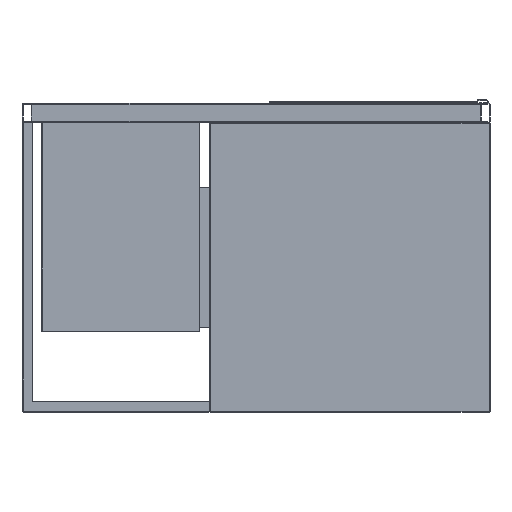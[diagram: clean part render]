
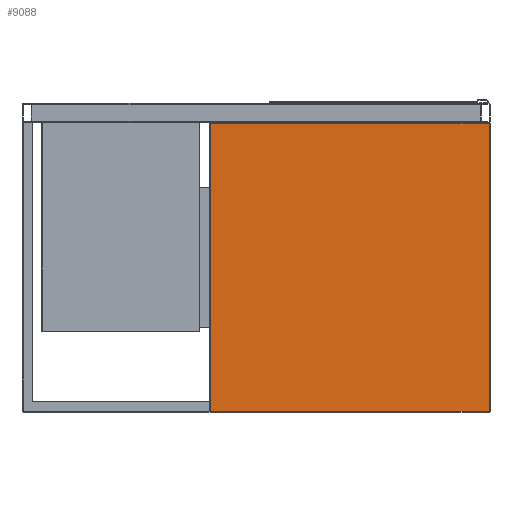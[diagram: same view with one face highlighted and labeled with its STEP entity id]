
A CAD part, front view. The second image highlights one B-rep face of the part: STEP entity #9088.
In plain terms, the highlighted planar face has unit normal (0, -1, 0).
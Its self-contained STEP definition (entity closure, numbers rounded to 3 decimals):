
#335 = VERTEX_POINT ( 'NONE', #18487 ) ;
#556 = EDGE_CURVE ( 'NONE', #29675, #31568, #25333, .T. ) ;
#764 = CARTESIAN_POINT ( 'NONE',  ( 298., -355., -660. ) ) ;
#766 = CARTESIAN_POINT ( 'NONE',  ( 298., -355., -658. ) ) ;
#2136 = AXIS2_PLACEMENT_3D ( 'NONE', #19798, #25190, #22723 ) ;
#3682 = VECTOR ( 'NONE', #5519, 1000. ) ;
#5074 = VECTOR ( 'NONE', #23054, 1000. ) ;
#5519 = DIRECTION ( 'NONE',  ( 0., 0., 1. ) ) ;
#6764 = ORIENTED_EDGE ( 'NONE', *, *, #556, .T. ) ;
#7084 = PLANE ( 'NONE',  #2136 ) ;
#8666 = CARTESIAN_POINT ( 'NONE',  ( -298., -355., -660. ) ) ;
#8919 = CARTESIAN_POINT ( 'NONE',  ( -300., -355., -42. ) ) ;
#9005 = ORIENTED_EDGE ( 'NONE', *, *, #22487, .T. ) ;
#9075 = LINE ( 'NONE', #8919, #31412 ) ;
#9088 = ADVANCED_FACE ( 'Fl�che8', ( #15006 ), #7084, .T. ) ;
#10903 = VERTEX_POINT ( 'NONE', #30461 ) ;
#14038 = EDGE_CURVE ( 'NONE', #335, #29675, #23652, .T. ) ;
#15006 = FACE_OUTER_BOUND ( 'NONE', #24809, .T. ) ;
#16409 = ORIENTED_EDGE ( 'NONE', *, *, #14038, .T. ) ;
#17640 = DIRECTION ( 'NONE',  ( 1., 0., 0. ) ) ;
#18481 = VECTOR ( 'NONE', #17640, 1000. ) ;
#18487 = CARTESIAN_POINT ( 'NONE',  ( -298., -355., -42. ) ) ;
#18606 = EDGE_CURVE ( 'NONE', #31568, #10903, #20361, .T. ) ;
#19798 = CARTESIAN_POINT ( 'NONE',  ( -300., -355., -660. ) ) ;
#19942 = CARTESIAN_POINT ( 'NONE',  ( -300., -355., -658. ) ) ;
#20361 = LINE ( 'NONE', #764, #3682 ) ;
#21458 = DIRECTION ( 'NONE',  ( -1., 0., 0. ) ) ;
#22487 = EDGE_CURVE ( 'NONE', #10903, #335, #9075, .T. ) ;
#22723 = DIRECTION ( 'NONE',  ( 0., 0., -1. ) ) ;
#23054 = DIRECTION ( 'NONE',  ( 0., 0., -1. ) ) ;
#23652 = LINE ( 'NONE', #8666, #5074 ) ;
#24809 = EDGE_LOOP ( 'NONE', ( #9005, #16409, #6764, #30241 ) ) ;
#25190 = DIRECTION ( 'NONE',  ( 0., -1., 0. ) ) ;
#25333 = LINE ( 'NONE', #19942, #18481 ) ;
#25503 = CARTESIAN_POINT ( 'NONE',  ( -298., -355., -658. ) ) ;
#29675 = VERTEX_POINT ( 'NONE', #25503 ) ;
#30241 = ORIENTED_EDGE ( 'NONE', *, *, #18606, .T. ) ;
#30461 = CARTESIAN_POINT ( 'NONE',  ( 298., -355., -42. ) ) ;
#31412 = VECTOR ( 'NONE', #21458, 1000. ) ;
#31568 = VERTEX_POINT ( 'NONE', #766 ) ;
